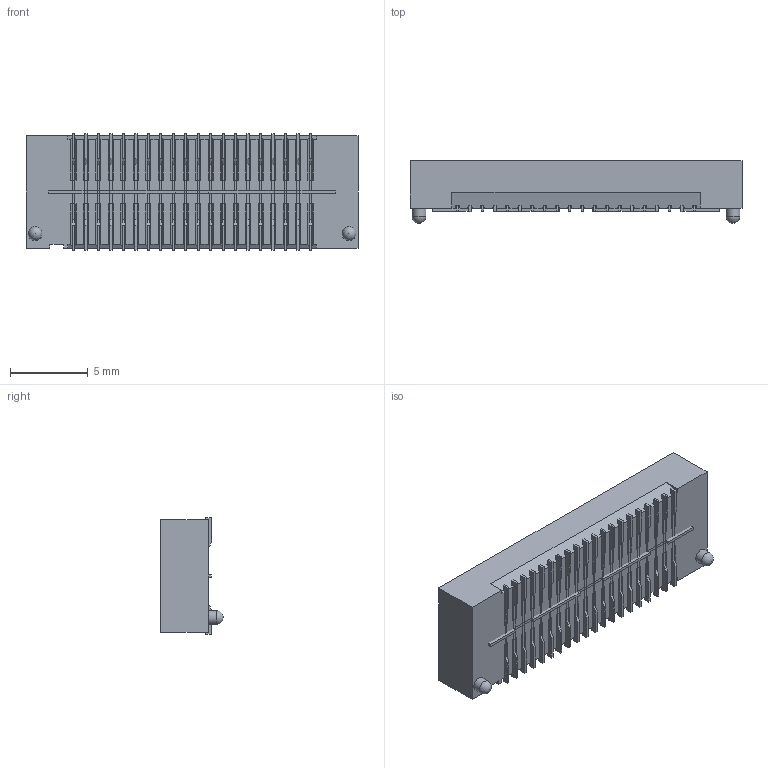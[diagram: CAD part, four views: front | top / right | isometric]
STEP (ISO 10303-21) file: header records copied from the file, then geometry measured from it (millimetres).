
FILE_DESCRIPTION(/* description */ ('STEP AP242','CAx-IF Rec.Pracs.---Representation and Presentation of Product Manufacturing Information (PMI)---4.0---2014-10-13','CAx-IF Rec.Pracs.---3D Tessellated Geometry---0.4---2014-09-14','2;1'),/* implementation_level */ '2;1');
FILE_NAME(/* name */ 'QSE-020-01-L-D-A',/* time_stamp */ '2025-11-20T20:46:48+01:00',/* author */ ('License CC BY-ND 4.0'),/* organization */ ('CADENAS'),/* preprocessor_version */ 'ST-DEVELOPER v20',/* originating_system */ 'PARTsolutions',/* authorisation */ ' ');
FILE_SCHEMA (('AP242_MANAGED_MODEL_BASED_3D_ENGINEERING_MIM_LF { 1 0 10303 442 1 1 4 }'));
Length unit declared in the file: inch
Products named in the file (6): QSE-020-01-L-D-A; QSE-020-01-L-D-A-S_terminal; QSE-T-1G2-01-020; QSE-C-126-21-020-D-S-L; QSE-C-126-21-020-D-S2; QSE-C-126-21-020-D-S3
Assembly tree (5 placements, depth 2):
  QSE-020-01-L-D-A
    QSE-020-01-L-D-A-S_terminal
    QSE-T-1G2-01-020
    QSE-C-126-21-020-D-S-L
    QSE-C-126-21-020-D-S2
    QSE-C-126-21-020-D-S3
Bounding box: 21.29 x 4.01 x 7.49 mm (x, y, z)
Volume: 285.2 mm3; surface area: 1470.1 mm2
Topology: 5 solids, 5 shells, 1537 faces, 4688 edges, 3126 vertices
Faces by surface type: plane 1241, cylinder 294, sphere 2
Full cylindrical faces by diameter (mm): 0.889 x2
Entity records: 52209 total; most frequent: ORIENTED_EDGE 9356, CARTESIAN_POINT 9341, DIRECTION 8504, EDGE_CURVE 4678, LINE 3938, VECTOR 3938, VERTEX_POINT 3120, AXIS2_PLACEMENT_3D 2283
